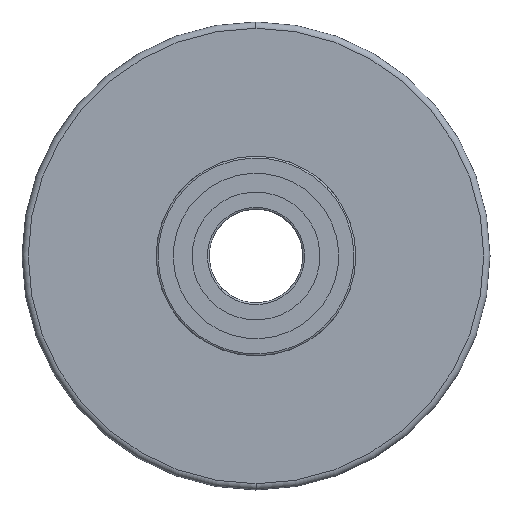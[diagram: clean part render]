
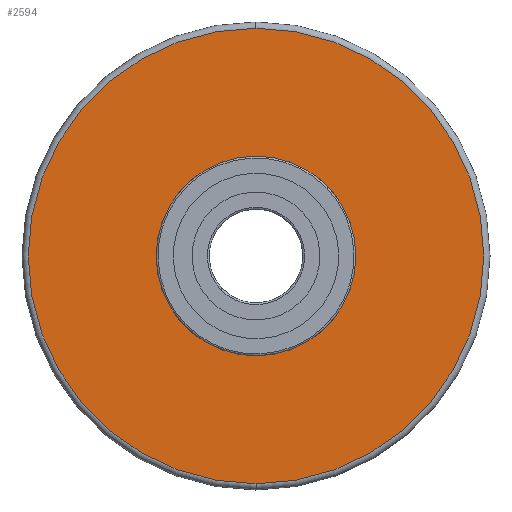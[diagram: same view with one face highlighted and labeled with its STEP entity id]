
A CAD part, left-side view. The second image highlights one B-rep face of the part: STEP entity #2594.
In plain terms, the highlighted planar face has unit normal (-1, 0, 0).
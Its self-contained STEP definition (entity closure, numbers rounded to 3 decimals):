
#29 = AXIS2_PLACEMENT_3D ( 'NONE', #1002, #3585, #4273 ) ;
#240 = DIRECTION ( 'NONE',  ( -1., 0., 0. ) ) ;
#411 = ORIENTED_EDGE ( 'NONE', *, *, #1940, .T. ) ;
#498 = VERTEX_POINT ( 'NONE', #2538 ) ;
#503 = VERTEX_POINT ( 'NONE', #2636 ) ;
#558 = CARTESIAN_POINT ( 'NONE',  ( -17.5, 0., 16. ) ) ;
#757 = DIRECTION ( 'NONE',  ( 1., 0., 0. ) ) ;
#767 = ORIENTED_EDGE ( 'NONE', *, *, #4427, .T. ) ;
#1002 = CARTESIAN_POINT ( 'NONE',  ( -17.5, 0., 0. ) ) ;
#1046 = CIRCLE ( 'NONE', #4008, 36.5 ) ;
#1137 = CARTESIAN_POINT ( 'NONE',  ( -17.5, 0., 0. ) ) ;
#1313 = VERTEX_POINT ( 'NONE', #4454 ) ;
#1320 = DIRECTION ( 'NONE',  ( 1., 0., 0. ) ) ;
#1940 = EDGE_CURVE ( 'NONE', #498, #1313, #1046, .T. ) ;
#1974 = FACE_OUTER_BOUND ( 'NONE', #3808, .T. ) ;
#2086 = EDGE_LOOP ( 'NONE', ( #767, #2531 ) ) ;
#2206 = CARTESIAN_POINT ( 'NONE',  ( -17.5, 0., 0. ) ) ;
#2297 = DIRECTION ( 'NONE',  ( 0., 0., -1. ) ) ;
#2387 = DIRECTION ( 'NONE',  ( 0., 0., -1. ) ) ;
#2404 = PLANE ( 'NONE',  #4129 ) ;
#2531 = ORIENTED_EDGE ( 'NONE', *, *, #4360, .T. ) ;
#2538 = CARTESIAN_POINT ( 'NONE',  ( -17.5, 0., 36.5 ) ) ;
#2594 = ADVANCED_FACE ( 'NONE', ( #4434, #1974 ), #2404, .F. ) ;
#2636 = CARTESIAN_POINT ( 'NONE',  ( -17.5, 0., -16. ) ) ;
#2659 = CIRCLE ( 'NONE', #3881, 16. ) ;
#3013 = DIRECTION ( 'NONE',  ( 0., 0., -1. ) ) ;
#3309 = DIRECTION ( 'NONE',  ( -1., 0., 0. ) ) ;
#3430 = EDGE_CURVE ( 'NONE', #1313, #498, #4457, .T. ) ;
#3437 = CARTESIAN_POINT ( 'NONE',  ( -17.5, 0., 0. ) ) ;
#3585 = DIRECTION ( 'NONE',  ( 1., 0., 0. ) ) ;
#3714 = DIRECTION ( 'NONE',  ( 0., 0., -1. ) ) ;
#3729 = VERTEX_POINT ( 'NONE', #558 ) ;
#3765 = AXIS2_PLACEMENT_3D ( 'NONE', #4282, #240, #2387 ) ;
#3808 = EDGE_LOOP ( 'NONE', ( #4075, #411 ) ) ;
#3881 = AXIS2_PLACEMENT_3D ( 'NONE', #1137, #757, #3013 ) ;
#3965 = CIRCLE ( 'NONE', #29, 16. ) ;
#4008 = AXIS2_PLACEMENT_3D ( 'NONE', #2206, #3309, #2297 ) ;
#4075 = ORIENTED_EDGE ( 'NONE', *, *, #3430, .T. ) ;
#4129 = AXIS2_PLACEMENT_3D ( 'NONE', #3437, #1320, #3714 ) ;
#4273 = DIRECTION ( 'NONE',  ( 0., 0., -1. ) ) ;
#4282 = CARTESIAN_POINT ( 'NONE',  ( -17.5, 0., 0. ) ) ;
#4360 = EDGE_CURVE ( 'NONE', #3729, #503, #3965, .T. ) ;
#4427 = EDGE_CURVE ( 'NONE', #503, #3729, #2659, .T. ) ;
#4434 = FACE_BOUND ( 'NONE', #2086, .T. ) ;
#4454 = CARTESIAN_POINT ( 'NONE',  ( -17.5, 0., -36.5 ) ) ;
#4457 = CIRCLE ( 'NONE', #3765, 36.5 ) ;
